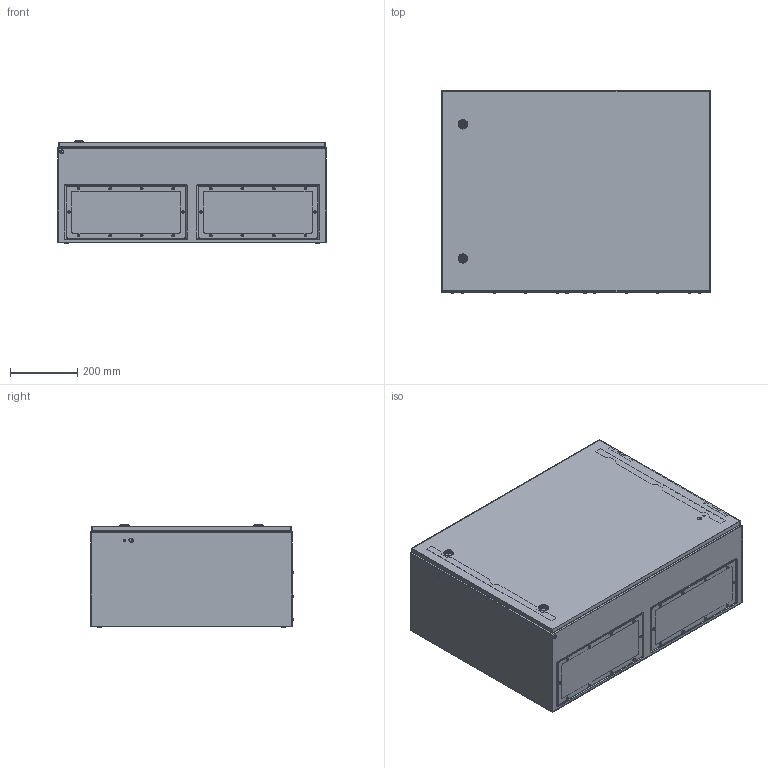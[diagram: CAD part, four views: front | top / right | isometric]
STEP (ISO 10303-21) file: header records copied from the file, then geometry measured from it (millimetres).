
FILE_DESCRIPTION (( 'STEP AP214' ), '1' );
FILE_NAME ('3331-8060-30-17.step', '2023-12-20T13:13:15', ( '' ), ( '' ), 'SwSTEP 2.0', 'SolidWorks 2019', '' );
FILE_SCHEMA (( 'AUTOMOTIVE_DESIGN' ));
Length unit declared in the file: millimetre
Products named in the file (6): Tuer_wg_3331-8060-00-97; Korpus_wg_8060-30; Montageplattenbeipack_wg_8060; Kabeleinfuehrungsplatte_wg_3080-7035-12-27; 3331-8060-30-17; Montageplatte_wg_0331-8060-00-13
Assembly tree (6 placements, depth 2):
  3331-8060-30-17
    Korpus_wg_8060-30
    Tuer_wg_3331-8060-00-97
    Kabeleinfuehrungsplatte_wg_3080-7035-12-27  x2
    Montageplatte_wg_0331-8060-00-13
    Montageplattenbeipack_wg_8060
Bounding box: 800 x 603.1 x 307 mm (x, y, z)
Volume: 4110784.3 mm3; surface area: 4840836.2 mm2
Topology: 46 solids, 46 shells, 2205 faces, 5588 edges, 3595 vertices
Faces by surface type: plane 1323, cylinder 616, cone 188, torus 44, sphere 18, bspline 16
Entity records: 71436 total; most frequent: CARTESIAN_POINT 18011, DIRECTION 9336, ORIENTED_EDGE 9200, EDGE_CURVE 4600, AXIS2_PLACEMENT_3D 3284, VERTEX_POINT 2979, VECTOR 2768, LINE 2768
